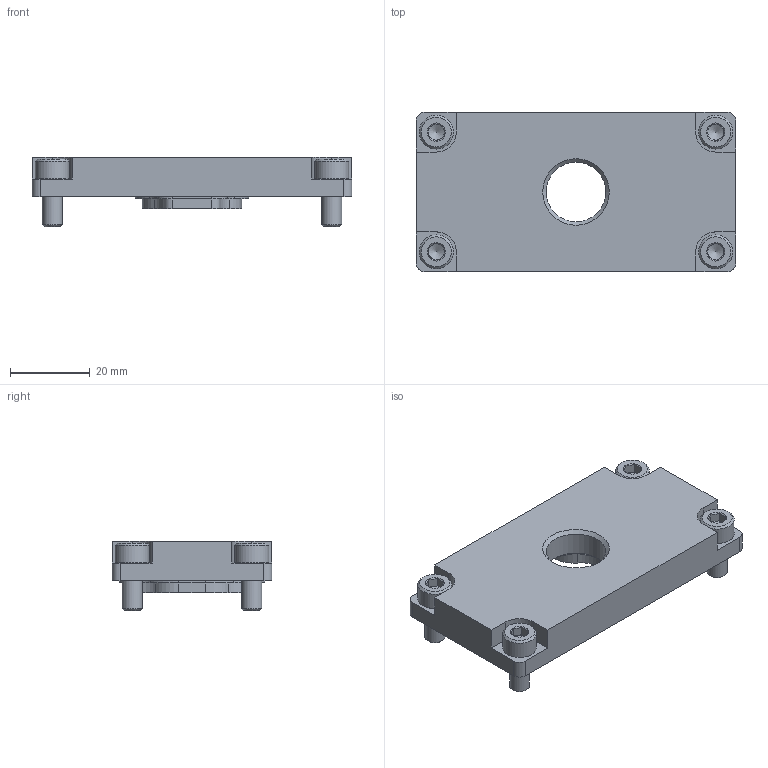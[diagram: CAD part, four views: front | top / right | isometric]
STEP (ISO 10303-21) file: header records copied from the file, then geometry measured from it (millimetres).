
FILE_DESCRIPTION(/* description */ ('STEP AP214'),/* implementation_level */ '2;1');
FILE_NAME(/* name */ '8021860_VABF-P5-P3A3-G38',/* time_stamp */ '2024-09-15T18:24:59+02:00',/* author */ ('License CC BY-ND 4.0'),/* organization */ ('CADENAS'),/* preprocessor_version */ 'ST-DEVELOPER v19.3',/* originating_system */ 'PARTsolutions',/* authorisation */ ' ');
FILE_SCHEMA (('AUTOMOTIVE_DESIGN {1 0 10303 214 3 1 1}'));
Length unit declared in the file: millimetre
Products named in the file (4): 8021860 VABF-P5-P3A3-G38; 191772 VABF-P5-P3A3-G38---(P); DIN-912 - M5x12(F); 191777 VABE-P5-D---(P)
Assembly tree (6 placements, depth 2):
  8021860 VABF-P5-P3A3-G38
    191772 VABF-P5-P3A3-G38---(P)
    DIN-912 - M5x12(F)  x4
    191777 VABE-P5-D---(P)
Bounding box: 80 x 40 x 17.5 mm (x, y, z)
Volume: 29033.3 mm3; surface area: 12526.8 mm2
Topology: 6 solids, 6 shells, 213 faces, 495 edges, 300 vertices
Faces by surface type: plane 98, cylinder 69, cone 46
Full cylindrical faces by diameter (mm): 5 x4, 5.3 x4, 8.5 x4, 14.95 x1
Entity records: 4061 total; most frequent: DIRECTION 730, CARTESIAN_POINT 695, ORIENTED_EDGE 640, EDGE_CURVE 320, AXIS2_PLACEMENT_3D 280, VERTEX_POINT 215, LINE 170, VECTOR 170
